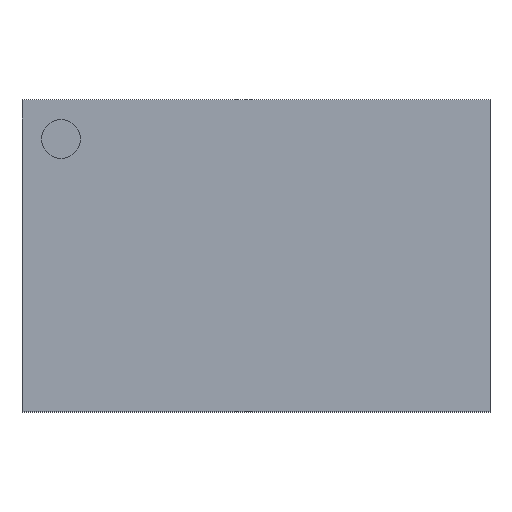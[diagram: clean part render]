
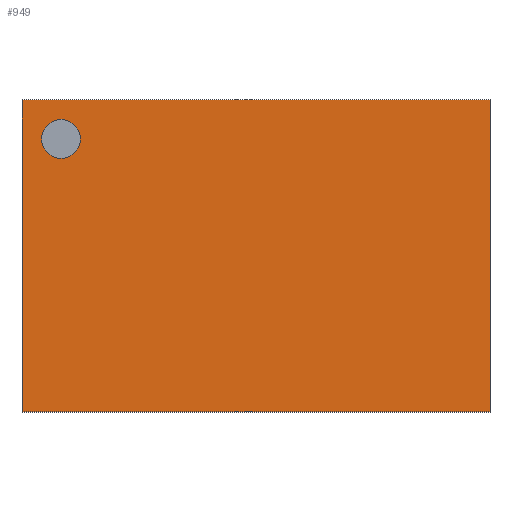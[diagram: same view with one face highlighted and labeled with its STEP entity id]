
A CAD part, top view. The second image highlights one B-rep face of the part: STEP entity #949.
In plain terms, the highlighted planar face has unit normal (0, 0, 1).
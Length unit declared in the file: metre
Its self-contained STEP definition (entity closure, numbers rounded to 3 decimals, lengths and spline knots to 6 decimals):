
#13=CIRCLE('',#1054,0.000125);
#218=ORIENTED_EDGE('',*,*,#376,.F.);
#219=ORIENTED_EDGE('',*,*,#357,.F.);
#220=ORIENTED_EDGE('',*,*,#361,.T.);
#221=ORIENTED_EDGE('',*,*,#364,.T.);
#222=ORIENTED_EDGE('',*,*,#366,.F.);
#357=EDGE_CURVE('',#454,#455,#566,.T.);
#361=EDGE_CURVE('',#454,#457,#570,.T.);
#364=EDGE_CURVE('',#457,#459,#573,.T.);
#366=EDGE_CURVE('',#455,#459,#575,.T.);
#376=EDGE_CURVE('',#469,#469,#13,.T.);
#454=VERTEX_POINT('',#1487);
#455=VERTEX_POINT('',#1489);
#457=VERTEX_POINT('',#1495);
#459=VERTEX_POINT('',#1501);
#469=VERTEX_POINT('',#1527);
#566=LINE('',#1488,#689);
#570=LINE('',#1496,#693);
#573=LINE('',#1502,#696);
#575=LINE('',#1505,#698);
#689=VECTOR('',#1229,1.);
#693=VECTOR('',#1235,1.);
#696=VECTOR('',#1240,1.);
#698=VECTOR('',#1244,1.);
#775=EDGE_LOOP('',(#218));
#776=EDGE_LOOP('',(#219,#220,#221,#222));
#840=FACE_BOUND('',#775,.T.);
#841=FACE_BOUND('',#776,.T.);
#896=PLANE('',#1053);
#949=ADVANCED_FACE('',(#840,#841),#896,.T.);
#1053=AXIS2_PLACEMENT_3D('',#1525,#1256,#1257);
#1054=AXIS2_PLACEMENT_3D('',#1526,#1258,#1259);
#1229=DIRECTION('',(0.,-1.,0.));
#1235=DIRECTION('',(-1.,0.,0.));
#1240=DIRECTION('',(0.,-1.,0.));
#1244=DIRECTION('',(-1.,0.,0.));
#1256=DIRECTION('',(0.,0.,1.));
#1257=DIRECTION('',(1.,0.,0.));
#1258=DIRECTION('',(0.,0.,1.));
#1259=DIRECTION('',(1.,0.,0.));
#1487=CARTESIAN_POINT('',(0.0015,0.001,0.00047));
#1488=CARTESIAN_POINT('',(0.0015,0.,0.00047));
#1489=CARTESIAN_POINT('',(0.0015,-0.001,0.00047));
#1495=CARTESIAN_POINT('',(-0.0015,0.001,0.00047));
#1496=CARTESIAN_POINT('',(0.,0.001,0.00047));
#1501=CARTESIAN_POINT('',(-0.0015,-0.001,0.00047));
#1502=CARTESIAN_POINT('',(-0.0015,0.,0.00047));
#1505=CARTESIAN_POINT('',(0.,-0.001,0.00047));
#1525=CARTESIAN_POINT('',(0.,0.,0.00047));
#1526=CARTESIAN_POINT('',(-0.00125,0.00075,0.00047));
#1527=CARTESIAN_POINT('',(-0.001125,0.00075,0.00047));
